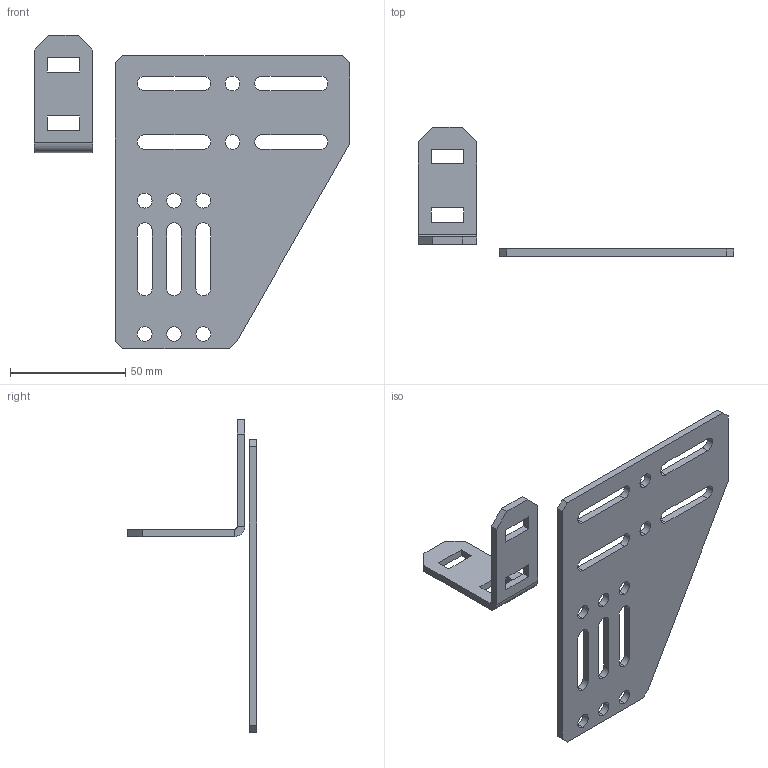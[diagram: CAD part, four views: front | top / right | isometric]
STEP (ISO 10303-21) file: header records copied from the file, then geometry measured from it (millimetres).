
FILE_DESCRIPTION (( 'STEP AP203' ), '1' );
FILE_NAME ('217-0421.STEP', '2012-12-20T14:49:55', ( '' ), ( '' ), 'SwSTEP 2.0', 'SolidWorks 2012', '' );
FILE_SCHEMA (( 'CONFIG_CONTROL_DESIGN' ));
Length unit declared in the file: inch
Products named in the file (3): IFI-FRAME-ANG RevA; IFI-FRAME-GUSS RevA; 217-0421
Assembly tree (2 placements, depth 2):
  217-0421
    IFI-FRAME-ANG RevA
    IFI-FRAME-GUSS RevA
Bounding box: 136.79 x 55.97 x 135.75 mm (x, y, z)
Volume: 35095.3 mm3; surface area: 26751.7 mm2
Topology: 2 solids, 2 shells, 103 faces, 289 edges, 190 vertices
Faces by surface type: plane 57, cylinder 46
Entity records: 3718 total; most frequent: DIRECTION 597, CARTESIAN_POINT 587, ORIENTED_EDGE 578, EDGE_CURVE 289, AXIS2_PLACEMENT_3D 200, VECTOR 197, LINE 197, VERTEX_POINT 190
